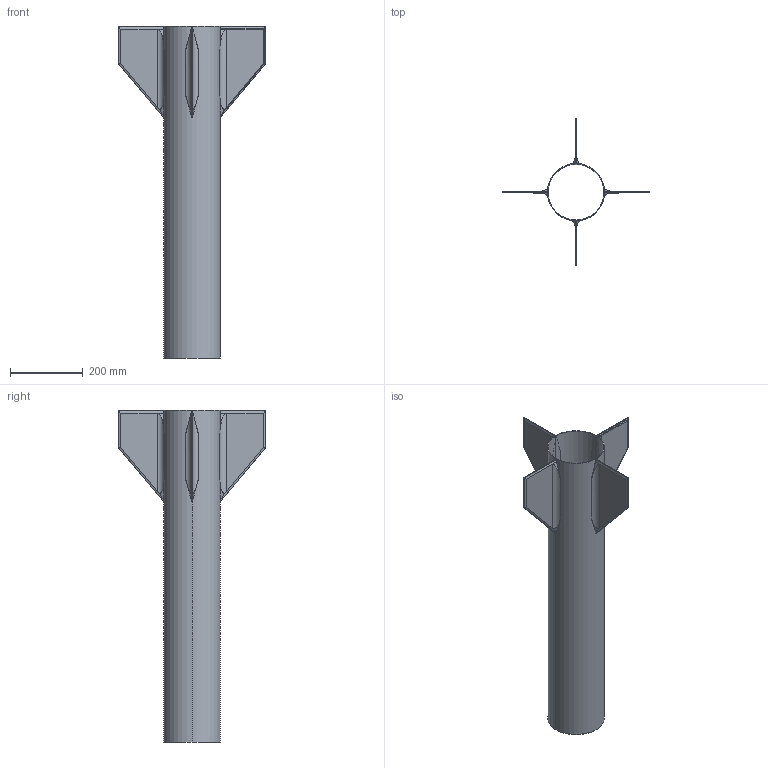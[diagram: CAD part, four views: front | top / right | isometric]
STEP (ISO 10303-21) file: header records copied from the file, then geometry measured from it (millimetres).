
FILE_DESCRIPTION (( 'STEP AP203' ), '1' );
FILE_NAME ('finCan_new.STEP', '2024-11-02T19:23:46', ( '' ), ( '' ), 'SwSTEP 2.0', 'SolidWorks 2024', '' );
FILE_SCHEMA (( 'CONFIG_CONTROL_DESIGN' ));
Length unit declared in the file: millimetre
Products named in the file (1): finCan_new
Bounding box: 407.39 x 407.39 x 914.4 mm (x, y, z)
Volume: 780140.5 mm3; surface area: 1473026.2 mm2
Topology: 16 solids, 16 shells, 203 faces, 468 edges, 297 vertices
Faces by surface type: plane 126, cylinder 60, bspline 17
Entity records: 5767 total; most frequent: CARTESIAN_POINT 1465, ORIENTED_EDGE 936, DIRECTION 763, EDGE_CURVE 468, LINE 329, VECTOR 329, VERTEX_POINT 297, AXIS2_PLACEMENT_3D 217
